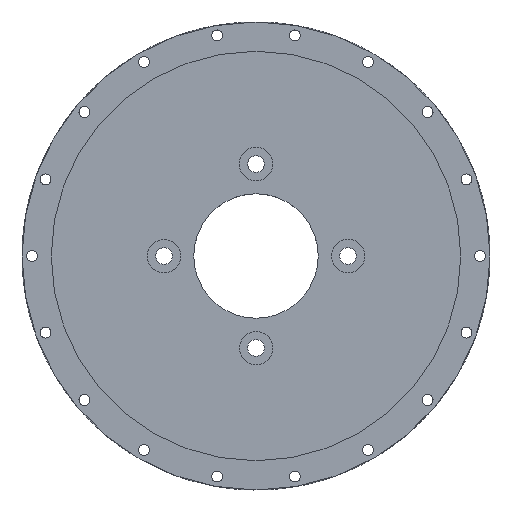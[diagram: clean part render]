
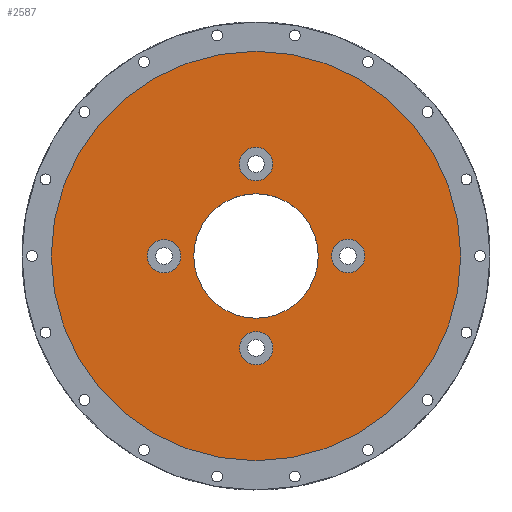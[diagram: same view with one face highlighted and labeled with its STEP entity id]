
A CAD part, top view. The second image highlights one B-rep face of the part: STEP entity #2587.
In plain terms, the highlighted planar face has unit normal (0, 0, 1).
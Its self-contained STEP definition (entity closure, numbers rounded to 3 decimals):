
#12 = CIRCLE ( 'NONE', #965, 122.5 ) ;
#26 = DIRECTION ( 'NONE',  ( 0., 0., -1. ) ) ;
#46 = DIRECTION ( 'NONE',  ( 1., 0., 0. ) ) ;
#69 = ORIENTED_EDGE ( 'NONE', *, *, #1651, .T. ) ;
#139 = EDGE_CURVE ( 'NONE', #476, #2634, #1631, .T. ) ;
#153 = VERTEX_POINT ( 'NONE', #1024 ) ;
#164 = VERTEX_POINT ( 'NONE', #341 ) ;
#168 = ORIENTED_EDGE ( 'NONE', *, *, #1955, .T. ) ;
#262 = CARTESIAN_POINT ( 'NONE',  ( 37.25, 0., 25. ) ) ;
#273 = CIRCLE ( 'NONE', #442, 122.5 ) ;
#275 = CARTESIAN_POINT ( 'NONE',  ( 0., 0., 25. ) ) ;
#290 = AXIS2_PLACEMENT_3D ( 'NONE', #1472, #2548, #826 ) ;
#324 = FACE_BOUND ( 'NONE', #1393, .T. ) ;
#333 = EDGE_CURVE ( 'NONE', #674, #1748, #1747, .T. ) ;
#341 = CARTESIAN_POINT ( 'NONE',  ( -44.999, -0.155, 25. ) ) ;
#360 = AXIS2_PLACEMENT_3D ( 'NONE', #507, #2026, #729 ) ;
#377 = ORIENTED_EDGE ( 'NONE', *, *, #830, .F. ) ;
#422 = ORIENTED_EDGE ( 'NONE', *, *, #634, .F. ) ;
#440 = CARTESIAN_POINT ( 'NONE',  ( -64.999, -0.155, 25. ) ) ;
#442 = AXIS2_PLACEMENT_3D ( 'NONE', #1047, #2797, #2349 ) ;
#446 = CARTESIAN_POINT ( 'NONE',  ( 45.155, 0.001, 25. ) ) ;
#476 = VERTEX_POINT ( 'NONE', #1789 ) ;
#506 = FACE_BOUND ( 'NONE', #1718, .T. ) ;
#507 = CARTESIAN_POINT ( 'NONE',  ( -54.999, -0.155, 25. ) ) ;
#521 = AXIS2_PLACEMENT_3D ( 'NONE', #2310, #579, #603 ) ;
#569 = DIRECTION ( 'NONE',  ( 0., 0., -1. ) ) ;
#573 = EDGE_LOOP ( 'NONE', ( #940, #422 ) ) ;
#574 = CARTESIAN_POINT ( 'NONE',  ( 0., 55., 25. ) ) ;
#579 = DIRECTION ( 'NONE',  ( 0., 0., -1. ) ) ;
#590 = VERTEX_POINT ( 'NONE', #1825 ) ;
#603 = DIRECTION ( 'NONE',  ( 1., 0., 0. ) ) ;
#634 = EDGE_CURVE ( 'NONE', #2767, #2118, #1534, .T. ) ;
#674 = VERTEX_POINT ( 'NONE', #446 ) ;
#703 = FACE_BOUND ( 'NONE', #1726, .T. ) ;
#716 = AXIS2_PLACEMENT_3D ( 'NONE', #2203, #26, #1750 ) ;
#719 = CARTESIAN_POINT ( 'NONE',  ( 0., 0., 25. ) ) ;
#728 = VERTEX_POINT ( 'NONE', #894 ) ;
#729 = DIRECTION ( 'NONE',  ( 1., 0., 0. ) ) ;
#754 = EDGE_CURVE ( 'NONE', #2634, #476, #1387, .T. ) ;
#760 = ORIENTED_EDGE ( 'NONE', *, *, #754, .T. ) ;
#826 = DIRECTION ( 'NONE',  ( 1., 0., 0. ) ) ;
#830 = EDGE_CURVE ( 'NONE', #590, #2571, #273, .T. ) ;
#874 = CARTESIAN_POINT ( 'NONE',  ( -37.25, 0., 25. ) ) ;
#894 = CARTESIAN_POINT ( 'NONE',  ( 10.156, -55.154, 25. ) ) ;
#940 = ORIENTED_EDGE ( 'NONE', *, *, #1769, .F. ) ;
#965 = AXIS2_PLACEMENT_3D ( 'NONE', #2667, #1350, #46 ) ;
#1018 = PLANE ( 'NONE',  #290 ) ;
#1024 = CARTESIAN_POINT ( 'NONE',  ( -9.844, -55.154, 25. ) ) ;
#1030 = CARTESIAN_POINT ( 'NONE',  ( -122.5, 0., 25. ) ) ;
#1040 = FACE_BOUND ( 'NONE', #2237, .T. ) ;
#1047 = CARTESIAN_POINT ( 'NONE',  ( 0., 0., 25. ) ) ;
#1095 = AXIS2_PLACEMENT_3D ( 'NONE', #2716, #1395, #1208 ) ;
#1116 = CIRCLE ( 'NONE', #2447, 10. ) ;
#1141 = CARTESIAN_POINT ( 'NONE',  ( -54.999, -0.155, 25. ) ) ;
#1168 = CIRCLE ( 'NONE', #360, 10. ) ;
#1208 = DIRECTION ( 'NONE',  ( 1., 0., 0. ) ) ;
#1223 = DIRECTION ( 'NONE',  ( 0., 0., -1. ) ) ;
#1232 = DIRECTION ( 'NONE',  ( 1., 0., 0. ) ) ;
#1258 = AXIS2_PLACEMENT_3D ( 'NONE', #719, #1831, #1437 ) ;
#1265 = FACE_BOUND ( 'NONE', #573, .T. ) ;
#1271 = EDGE_CURVE ( 'NONE', #728, #153, #1496, .T. ) ;
#1276 = ORIENTED_EDGE ( 'NONE', *, *, #2809, .F. ) ;
#1291 = ORIENTED_EDGE ( 'NONE', *, *, #333, .T. ) ;
#1350 = DIRECTION ( 'NONE',  ( 0., 0., -1. ) ) ;
#1351 = DIRECTION ( 'NONE',  ( 1., 0., 0. ) ) ;
#1370 = CARTESIAN_POINT ( 'NONE',  ( 65.155, 0.001, 25. ) ) ;
#1387 = CIRCLE ( 'NONE', #2788, 10. ) ;
#1393 = EDGE_LOOP ( 'NONE', ( #1464, #1985 ) ) ;
#1395 = DIRECTION ( 'NONE',  ( 0., 0., -1. ) ) ;
#1437 = DIRECTION ( 'NONE',  ( 1., 0., 0. ) ) ;
#1464 = ORIENTED_EDGE ( 'NONE', *, *, #1813, .T. ) ;
#1472 = CARTESIAN_POINT ( 'NONE',  ( 0., 0., 25. ) ) ;
#1496 = CIRCLE ( 'NONE', #2019, 10. ) ;
#1534 = CIRCLE ( 'NONE', #1258, 37.25 ) ;
#1551 = ORIENTED_EDGE ( 'NONE', *, *, #1271, .T. ) ;
#1627 = ORIENTED_EDGE ( 'NONE', *, *, #139, .T. ) ;
#1631 = CIRCLE ( 'NONE', #2663, 10. ) ;
#1651 = EDGE_CURVE ( 'NONE', #1748, #674, #2615, .T. ) ;
#1663 = CARTESIAN_POINT ( 'NONE',  ( 0., 55., 25. ) ) ;
#1718 = EDGE_LOOP ( 'NONE', ( #1551, #168 ) ) ;
#1726 = EDGE_LOOP ( 'NONE', ( #69, #1291 ) ) ;
#1747 = CIRCLE ( 'NONE', #1095, 10. ) ;
#1748 = VERTEX_POINT ( 'NONE', #1370 ) ;
#1750 = DIRECTION ( 'NONE',  ( 1., 0., 0. ) ) ;
#1769 = EDGE_CURVE ( 'NONE', #2118, #2767, #1887, .T. ) ;
#1789 = CARTESIAN_POINT ( 'NONE',  ( 10., 55., 25. ) ) ;
#1813 = EDGE_CURVE ( 'NONE', #164, #2719, #1116, .T. ) ;
#1824 = EDGE_CURVE ( 'NONE', #2719, #164, #1168, .T. ) ;
#1825 = CARTESIAN_POINT ( 'NONE',  ( 122.5, 0., 25. ) ) ;
#1831 = DIRECTION ( 'NONE',  ( 0., 0., 1. ) ) ;
#1880 = DIRECTION ( 'NONE',  ( 0., 0., -1. ) ) ;
#1882 = CIRCLE ( 'NONE', #521, 10. ) ;
#1887 = CIRCLE ( 'NONE', #2646, 37.25 ) ;
#1890 = DIRECTION ( 'NONE',  ( 1., 0., 0. ) ) ;
#1955 = EDGE_CURVE ( 'NONE', #153, #728, #1882, .T. ) ;
#1973 = CARTESIAN_POINT ( 'NONE',  ( -10., 55., 25. ) ) ;
#1985 = ORIENTED_EDGE ( 'NONE', *, *, #1824, .T. ) ;
#2019 = AXIS2_PLACEMENT_3D ( 'NONE', #2764, #1880, #1890 ) ;
#2026 = DIRECTION ( 'NONE',  ( 0., 0., -1. ) ) ;
#2033 = DIRECTION ( 'NONE',  ( 0., 0., 1. ) ) ;
#2118 = VERTEX_POINT ( 'NONE', #874 ) ;
#2203 = CARTESIAN_POINT ( 'NONE',  ( 55.155, 0.001, 25. ) ) ;
#2237 = EDGE_LOOP ( 'NONE', ( #1627, #760 ) ) ;
#2240 = DIRECTION ( 'NONE',  ( 1., 0., 0. ) ) ;
#2293 = FACE_OUTER_BOUND ( 'NONE', #2489, .T. ) ;
#2310 = CARTESIAN_POINT ( 'NONE',  ( 0.156, -55.154, 25. ) ) ;
#2349 = DIRECTION ( 'NONE',  ( 1., 0., 0. ) ) ;
#2447 = AXIS2_PLACEMENT_3D ( 'NONE', #1141, #2672, #1351 ) ;
#2489 = EDGE_LOOP ( 'NONE', ( #377, #1276 ) ) ;
#2531 = DIRECTION ( 'NONE',  ( 1., 0., 0. ) ) ;
#2548 = DIRECTION ( 'NONE',  ( 0., 0., 1. ) ) ;
#2571 = VERTEX_POINT ( 'NONE', #1030 ) ;
#2587 = ADVANCED_FACE ( 'NONE', ( #506, #1040, #1265, #2293, #703, #324 ), #1018, .T. ) ;
#2615 = CIRCLE ( 'NONE', #716, 10. ) ;
#2634 = VERTEX_POINT ( 'NONE', #1973 ) ;
#2646 = AXIS2_PLACEMENT_3D ( 'NONE', #275, #2033, #2240 ) ;
#2663 = AXIS2_PLACEMENT_3D ( 'NONE', #1663, #569, #2531 ) ;
#2667 = CARTESIAN_POINT ( 'NONE',  ( 0., 0., 25. ) ) ;
#2672 = DIRECTION ( 'NONE',  ( 0., 0., -1. ) ) ;
#2716 = CARTESIAN_POINT ( 'NONE',  ( 55.155, 0.001, 25. ) ) ;
#2719 = VERTEX_POINT ( 'NONE', #440 ) ;
#2764 = CARTESIAN_POINT ( 'NONE',  ( 0.156, -55.154, 25. ) ) ;
#2767 = VERTEX_POINT ( 'NONE', #262 ) ;
#2788 = AXIS2_PLACEMENT_3D ( 'NONE', #574, #1223, #1232 ) ;
#2797 = DIRECTION ( 'NONE',  ( 0., 0., -1. ) ) ;
#2809 = EDGE_CURVE ( 'NONE', #2571, #590, #12, .T. ) ;
